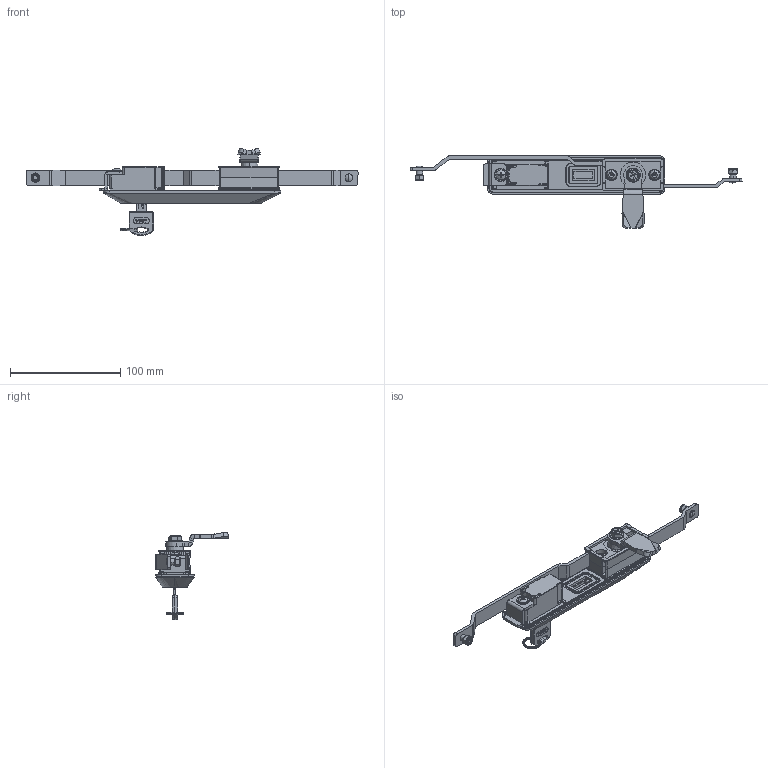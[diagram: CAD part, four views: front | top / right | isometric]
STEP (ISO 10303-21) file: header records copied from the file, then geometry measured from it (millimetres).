
FILE_DESCRIPTION (( 'STEP AP203' ), '1' );
FILE_NAME ('KI76.2.31.60.P.2.V.STEP', '2022-08-25T11:58:56', ( '' ), ( '' ), 'SwSTEP 2.0', 'SolidWorks 2021', '' );
FILE_SCHEMA (( 'CONFIG_CONTROL_DESIGN' ));
Length unit declared in the file: millimetre
Products named in the file (1): KI76.2.31.60.P.2.V
Bounding box: 300.75 x 65.96 x 79.04 mm (x, y, z)
Surface area: 49671.5 mm2 (no closed solid volume)
Topology: 0 solids, 36 shells, 859 faces, 2922 edges, 2045 vertices
Faces by surface type: plane 331, cylinder 187, bspline 158, cone 91, torus 82, sphere 10
Entity records: 42331 total; most frequent: CARTESIAN_POINT 19438, ORIENTED_EDGE 4768, DIRECTION 4082, EDGE_CURVE 2910, VERTEX_POINT 2043, AXIS2_PLACEMENT_3D 1416, LINE 1250, VECTOR 1250
